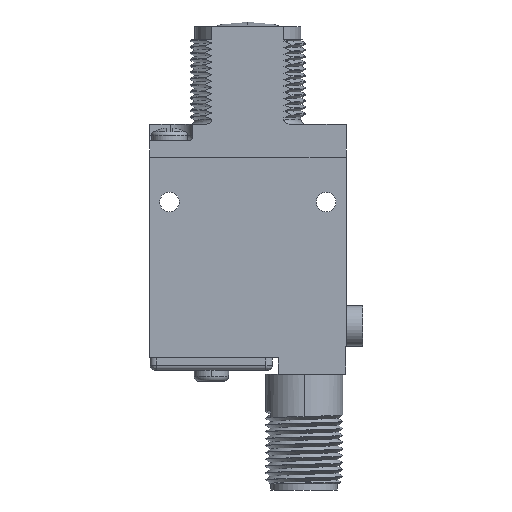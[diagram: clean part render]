
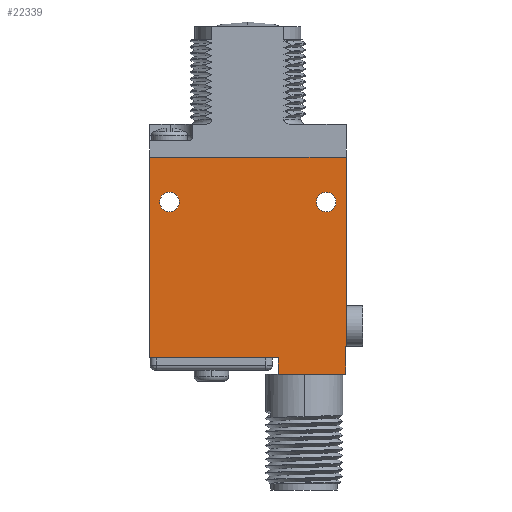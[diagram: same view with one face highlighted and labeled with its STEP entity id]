
A CAD part, left-side view. The second image highlights one B-rep face of the part: STEP entity #22339.
In plain terms, the highlighted planar face has unit normal (-1, 0, 0).
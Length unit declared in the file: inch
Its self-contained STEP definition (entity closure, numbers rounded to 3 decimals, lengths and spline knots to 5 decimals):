
#973=DIRECTION('',(0.,1.,0.));
#974=VECTOR('',#973,0.785);
#975=CARTESIAN_POINT('',(-0.236,0.42,-1.23));
#976=LINE('',#975,#974);
#1118=DIRECTION('',(0.,0.,-1.));
#1119=VECTOR('',#1118,0.1);
#1120=CARTESIAN_POINT('',(-0.236,0.42,-1.23));
#1121=LINE('',#1120,#1119);
#1122=DIRECTION('',(0.,1.,0.));
#1123=VECTOR('',#1122,0.005);
#1124=CARTESIAN_POINT('',(-0.236,1.205,-1.16));
#1125=LINE('',#1124,#1123);
#1126=DIRECTION('',(0.,0.,1.));
#1127=VECTOR('',#1126,1.16);
#1128=CARTESIAN_POINT('',(-0.236,1.21,-1.16));
#1129=LINE('',#1128,#1127);
#1130=DIRECTION('',(0.,-1.,0.));
#1131=VECTOR('',#1130,0.003);
#1132=CARTESIAN_POINT('',(-0.236,1.21,0.));
#1133=LINE('',#1132,#1131);
#1134=DIRECTION('',(0.,1.,0.));
#1135=VECTOR('',#1134,1.204);
#1136=CARTESIAN_POINT('',(-0.236,0.003,0.));
#1137=LINE('',#1136,#1135);
#1138=DIRECTION('',(0.,-1.,0.));
#1139=VECTOR('',#1138,0.003);
#1140=CARTESIAN_POINT('',(-0.236,0.003,0.));
#1141=LINE('',#1140,#1139);
#1142=DIRECTION('',(0.,0.,-1.));
#1143=VECTOR('',#1142,1.16);
#1144=CARTESIAN_POINT('',(-0.236,0.,0.));
#1145=LINE('',#1144,#1143);
#1146=DIRECTION('',(0.,1.,0.));
#1147=VECTOR('',#1146,0.005);
#1148=CARTESIAN_POINT('',(-0.236,0.,-1.16));
#1149=LINE('',#1148,#1147);
#1150=DIRECTION('',(0.,0.,-1.));
#1151=VECTOR('',#1150,0.17);
#1152=CARTESIAN_POINT('',(-0.236,0.005,-1.16));
#1153=LINE('',#1152,#1151);
#1154=CARTESIAN_POINT('',(-0.236,1.085,-0.275));
#1155=DIRECTION('',(1.,0.,0.));
#1156=DIRECTION('',(0.,0.,-1.));
#1157=AXIS2_PLACEMENT_3D('',#1154,#1155,#1156);
#1159=CARTESIAN_POINT('',(-0.236,1.085,-0.275));
#1160=DIRECTION('',(1.,0.,0.));
#1161=DIRECTION('',(0.,0.,1.));
#1162=AXIS2_PLACEMENT_3D('',#1159,#1160,#1161);
#1164=CARTESIAN_POINT('',(-0.236,0.125,-0.275));
#1165=DIRECTION('',(1.,0.,0.));
#1166=DIRECTION('',(0.,0.,-1.));
#1167=AXIS2_PLACEMENT_3D('',#1164,#1165,#1166);
#1169=CARTESIAN_POINT('',(-0.236,0.125,-0.275));
#1170=DIRECTION('',(1.,0.,0.));
#1171=DIRECTION('',(0.,0.,1.));
#1172=AXIS2_PLACEMENT_3D('',#1169,#1170,#1171);
#1179=DIRECTION('',(0.,1.,0.));
#1180=VECTOR('',#1179,0.255);
#1181=CARTESIAN_POINT('',(-0.236,0.005,-1.33));
#1182=LINE('',#1181,#1180);
#4570=DIRECTION('',(0.,0.,-1.));
#4571=VECTOR('',#4570,0.07);
#4572=CARTESIAN_POINT('',(-0.236,1.205,-1.16));
#4573=LINE('',#4572,#4571);
#9541=DIRECTION('',(0.,1.,0.));
#9542=VECTOR('',#9541,0.16);
#9543=CARTESIAN_POINT('',(-0.236,0.26,-1.33));
#9544=LINE('',#9543,#9542);
#17719=CARTESIAN_POINT('',(-0.236,0.,0.));
#17720=CARTESIAN_POINT('',(-0.236,0.,-1.16));
#17721=VERTEX_POINT('',#17719);
#17722=VERTEX_POINT('',#17720);
#17723=CARTESIAN_POINT('',(-0.236,1.21,-1.16));
#17724=CARTESIAN_POINT('',(-0.236,1.21,0.));
#17725=VERTEX_POINT('',#17723);
#17726=VERTEX_POINT('',#17724);
#17743=CARTESIAN_POINT('',(-0.236,1.085,-0.335));
#17744=CARTESIAN_POINT('',(-0.236,1.085,-0.215));
#17745=VERTEX_POINT('',#17743);
#17746=VERTEX_POINT('',#17744);
#17747=CARTESIAN_POINT('',(-0.236,0.125,-0.335));
#17748=CARTESIAN_POINT('',(-0.236,0.125,-0.215));
#17749=VERTEX_POINT('',#17747);
#17750=VERTEX_POINT('',#17748);
#18409=CARTESIAN_POINT('',(-0.236,0.003,0.));
#18410=CARTESIAN_POINT('',(-0.236,1.207,0.));
#18411=VERTEX_POINT('',#18409);
#18412=VERTEX_POINT('',#18410);
#18629=CARTESIAN_POINT('',(-0.236,1.205,-1.23));
#18631=VERTEX_POINT('',#18629);
#18696=CARTESIAN_POINT('',(-0.236,0.005,-1.33));
#18698=VERTEX_POINT('',#18696);
#18701=CARTESIAN_POINT('',(-0.236,0.42,-1.23));
#18702=VERTEX_POINT('',#18701);
#18703=CARTESIAN_POINT('',(-0.236,0.42,-1.33));
#18704=VERTEX_POINT('',#18703);
#20177=CARTESIAN_POINT('',(-0.236,0.005,-1.16));
#20179=VERTEX_POINT('',#20177);
#20181=CARTESIAN_POINT('',(-0.236,1.205,-1.16));
#20183=VERTEX_POINT('',#20181);
#20298=CARTESIAN_POINT('',(-0.236,0.26,-1.33));
#20300=VERTEX_POINT('',#20298);
#22296=CARTESIAN_POINT('',(-0.236,0.,0.));
#22297=DIRECTION('',(1.,0.,0.));
#22298=DIRECTION('',(0.,0.,-1.));
#22299=AXIS2_PLACEMENT_3D('',#22296,#22297,#22298);
#22300=PLANE('',#22299);
#22302=ORIENTED_EDGE('',*,*,#22301,.T.);
#22304=ORIENTED_EDGE('',*,*,#22303,.T.);
#22305=ORIENTED_EDGE('',*,*,#22289,.F.);
#22306=ORIENTED_EDGE('',*,*,#22207,.T.);
#22308=ORIENTED_EDGE('',*,*,#22307,.F.);
#22310=ORIENTED_EDGE('',*,*,#22309,.T.);
#22312=ORIENTED_EDGE('',*,*,#22311,.T.);
#22314=ORIENTED_EDGE('',*,*,#22313,.T.);
#22316=ORIENTED_EDGE('',*,*,#22315,.F.);
#22318=ORIENTED_EDGE('',*,*,#22317,.T.);
#22320=ORIENTED_EDGE('',*,*,#22319,.T.);
#22322=ORIENTED_EDGE('',*,*,#22321,.T.);
#22324=ORIENTED_EDGE('',*,*,#22323,.T.);
#22325=EDGE_LOOP('',(#22302,#22304,#22305,#22306,#22308,#22310,#22312,#22314,
#22316,#22318,#22320,#22322,#22324));
#22326=FACE_OUTER_BOUND('',#22325,.F.);
#22328=ORIENTED_EDGE('',*,*,#22327,.F.);
#22330=ORIENTED_EDGE('',*,*,#22329,.F.);
#22331=EDGE_LOOP('',(#22328,#22330));
#22332=FACE_BOUND('',#22331,.F.);
#22334=ORIENTED_EDGE('',*,*,#22333,.F.);
#22336=ORIENTED_EDGE('',*,*,#22335,.F.);
#22337=EDGE_LOOP('',(#22334,#22336));
#22338=FACE_BOUND('',#22337,.F.);
#22339=ADVANCED_FACE('',(#22326,#22332,#22338),#22300,.F.);
#1158=CIRCLE('',#1157,0.06);
#1163=CIRCLE('',#1162,0.06);
#1168=CIRCLE('',#1167,0.06);
#1173=CIRCLE('',#1172,0.06);
#22207=EDGE_CURVE('',#18702,#18631,#976,.T.);
#22289=EDGE_CURVE('',#18702,#18704,#1121,.T.);
#22301=EDGE_CURVE('',#18698,#20300,#1182,.T.);
#22303=EDGE_CURVE('',#20300,#18704,#9544,.T.);
#22307=EDGE_CURVE('',#20183,#18631,#4573,.T.);
#22309=EDGE_CURVE('',#20183,#17725,#1125,.T.);
#22311=EDGE_CURVE('',#17725,#17726,#1129,.T.);
#22313=EDGE_CURVE('',#17726,#18412,#1133,.T.);
#22315=EDGE_CURVE('',#18411,#18412,#1137,.T.);
#22317=EDGE_CURVE('',#18411,#17721,#1141,.T.);
#22319=EDGE_CURVE('',#17721,#17722,#1145,.T.);
#22321=EDGE_CURVE('',#17722,#20179,#1149,.T.);
#22323=EDGE_CURVE('',#20179,#18698,#1153,.T.);
#22327=EDGE_CURVE('',#17745,#17746,#1158,.T.);
#22329=EDGE_CURVE('',#17746,#17745,#1163,.T.);
#22333=EDGE_CURVE('',#17749,#17750,#1168,.T.);
#22335=EDGE_CURVE('',#17750,#17749,#1173,.T.);
